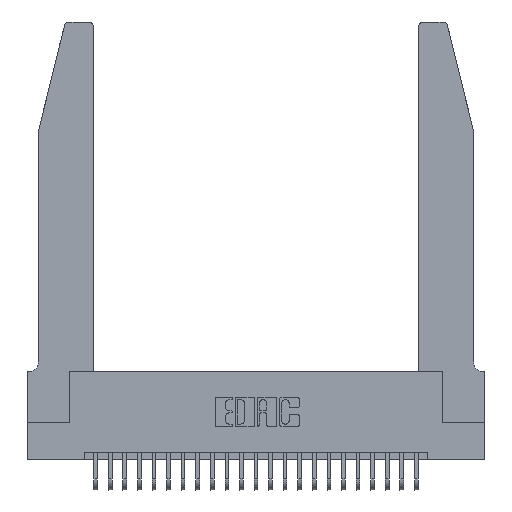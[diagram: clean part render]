
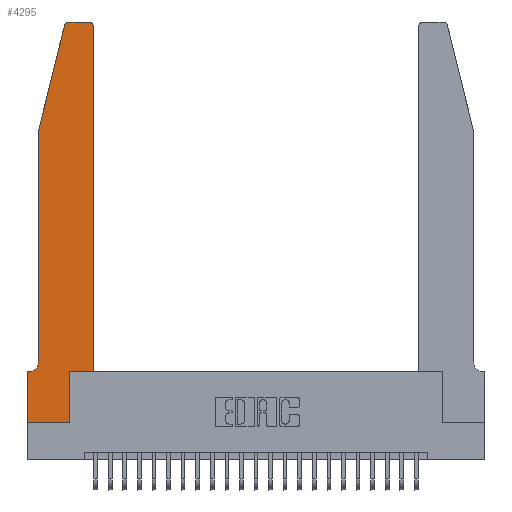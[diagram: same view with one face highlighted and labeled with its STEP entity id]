
A CAD part, top view. The second image highlights one B-rep face of the part: STEP entity #4295.
In plain terms, the highlighted planar face has unit normal (0, 0, 1).
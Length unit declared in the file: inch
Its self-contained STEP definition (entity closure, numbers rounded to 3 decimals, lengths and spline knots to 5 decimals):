
#878 = DIRECTION ( 'NONE',  ( 1., 0., 0. ) ) ;
#1415 = AXIS2_PLACEMENT_3D ( 'NONE', #4209, #18833, #6297 ) ;
#1729 = VECTOR ( 'NONE', #9081, 39.37008 ) ;
#1857 = VECTOR ( 'NONE', #2878, 39.37008 ) ;
#2748 = CARTESIAN_POINT ( 'NONE',  ( 0., 0.35, 0.37 ) ) ;
#2791 = CARTESIAN_POINT ( 'NONE',  ( 0.0755, 2., 0.37 ) ) ;
#2878 = DIRECTION ( 'NONE',  ( -0.239, -0.971, 0. ) ) ;
#3138 = DIRECTION ( 'NONE',  ( -1., 0., 0. ) ) ;
#3830 = LINE ( 'NONE', #21187, #13667 ) ;
#3845 = FACE_OUTER_BOUND ( 'NONE', #14156, .T. ) ;
#4209 = CARTESIAN_POINT ( 'NONE',  ( 0.4205, 2.72, 0.37 ) ) ;
#4251 = VECTOR ( 'NONE', #10738, 39.37008 ) ;
#4295 = ADVANCED_FACE ( 'NONE', ( #3845 ), #11375, .T. ) ;
#4908 = VERTEX_POINT ( 'NONE', #11345 ) ;
#4990 = VECTOR ( 'NONE', #3138, 39.37008 ) ;
#5042 = CARTESIAN_POINT ( 'NONE',  ( 0.0755, 2., 0.37 ) ) ;
#5072 = VERTEX_POINT ( 'NONE', #11781 ) ;
#5144 = ORIENTED_EDGE ( 'NONE', *, *, #15210, .T. ) ;
#5205 = ORIENTED_EDGE ( 'NONE', *, *, #20353, .T. ) ;
#5510 = CIRCLE ( 'NONE', #1415, 0.03 ) ;
#5921 = VERTEX_POINT ( 'NONE', #10096 ) ;
#6131 = EDGE_CURVE ( 'NONE', #16710, #8798, #8684, .T. ) ;
#6213 = LINE ( 'NONE', #6468, #4251 ) ;
#6297 = DIRECTION ( 'NONE',  ( 1., 0., 0. ) ) ;
#6468 = CARTESIAN_POINT ( 'NONE',  ( 0.2865, 0.35, 0.37 ) ) ;
#6567 = DIRECTION ( 'NONE',  ( 0., -1., 0. ) ) ;
#7064 = EDGE_CURVE ( 'NONE', #26193, #5072, #25851, .T. ) ;
#7296 = CARTESIAN_POINT ( 'NONE',  ( 0.0755, 2., 0.37 ) ) ;
#8053 = VECTOR ( 'NONE', #6567, 39.37008 ) ;
#8441 = LINE ( 'NONE', #12420, #13987 ) ;
#8684 = CIRCLE ( 'NONE', #19079, 0.07 ) ;
#8798 = VERTEX_POINT ( 'NONE', #12471 ) ;
#9081 = DIRECTION ( 'NONE',  ( 1., 0., 0. ) ) ;
#9845 = ORIENTED_EDGE ( 'NONE', *, *, #21205, .T. ) ;
#9892 = CARTESIAN_POINT ( 'NONE',  ( 0.4505, 0.35, 0.37 ) ) ;
#10038 = CARTESIAN_POINT ( 'NONE',  ( 0.0755, 0.42, 0.37 ) ) ;
#10096 = CARTESIAN_POINT ( 'NONE',  ( 0., 0.35, 0.37 ) ) ;
#10545 = CARTESIAN_POINT ( 'NONE',  ( 0.0755, 0.35, 0.37 ) ) ;
#10738 = DIRECTION ( 'NONE',  ( 0., 1., 0. ) ) ;
#10823 = DIRECTION ( 'NONE',  ( 0., 0., -1. ) ) ;
#11345 = CARTESIAN_POINT ( 'NONE',  ( 0.2865, 0., 0.37 ) ) ;
#11375 = PLANE ( 'NONE',  #12935 ) ;
#11399 = LINE ( 'NONE', #10545, #21180 ) ;
#11443 = DIRECTION ( 'NONE',  ( 0., 0., 1. ) ) ;
#11781 = CARTESIAN_POINT ( 'NONE',  ( 0.284, 2.75, 0.37 ) ) ;
#12068 = VERTEX_POINT ( 'NONE', #9892 ) ;
#12099 = CARTESIAN_POINT ( 'NONE',  ( 0.25487, 2.72718, 0.37 ) ) ;
#12180 = VERTEX_POINT ( 'NONE', #20551 ) ;
#12239 = CIRCLE ( 'NONE', #24612, 0.03 ) ;
#12420 = CARTESIAN_POINT ( 'NONE',  ( 0., 0., 0.37 ) ) ;
#12471 = CARTESIAN_POINT ( 'NONE',  ( 0.0055, 0.35, 0.37 ) ) ;
#12562 = ORIENTED_EDGE ( 'NONE', *, *, #24302, .T. ) ;
#12625 = DIRECTION ( 'NONE',  ( -1., 0., 0. ) ) ;
#12935 = AXIS2_PLACEMENT_3D ( 'NONE', #2748, #13483, #878 ) ;
#13028 = LINE ( 'NONE', #2791, #1857 ) ;
#13483 = DIRECTION ( 'NONE',  ( 0., 0., 1. ) ) ;
#13591 = CARTESIAN_POINT ( 'NONE',  ( 0.2605, 2.75, 0.37 ) ) ;
#13661 = EDGE_CURVE ( 'NONE', #22976, #12068, #22648, .T. ) ;
#13667 = VECTOR ( 'NONE', #25222, 39.37008 ) ;
#13987 = VECTOR ( 'NONE', #18693, 39.37008 ) ;
#14156 = EDGE_LOOP ( 'NONE', ( #22254, #16491, #9845, #24123, #14995, #22187, #17120, #12562, #19678, #19324, #5144, #5205 ) ) ;
#14995 = ORIENTED_EDGE ( 'NONE', *, *, #6131, .T. ) ;
#15130 = EDGE_CURVE ( 'NONE', #8798, #5921, #11399, .T. ) ;
#15210 = EDGE_CURVE ( 'NONE', #12068, #25928, #3830, .T. ) ;
#16491 = ORIENTED_EDGE ( 'NONE', *, *, #17672, .T. ) ;
#16586 = CARTESIAN_POINT ( 'NONE',  ( 0.4505, 2.72, 0.37 ) ) ;
#16710 = VERTEX_POINT ( 'NONE', #10038 ) ;
#17120 = ORIENTED_EDGE ( 'NONE', *, *, #25059, .T. ) ;
#17358 = VERTEX_POINT ( 'NONE', #12099 ) ;
#17497 = CARTESIAN_POINT ( 'NONE',  ( 0.4205, 2.75, 0.37 ) ) ;
#17672 = EDGE_CURVE ( 'NONE', #5072, #17358, #12239, .T. ) ;
#18693 = DIRECTION ( 'NONE',  ( 1., 0., 0. ) ) ;
#18833 = DIRECTION ( 'NONE',  ( 0., 0., 1. ) ) ;
#19079 = AXIS2_PLACEMENT_3D ( 'NONE', #23257, #10823, #25313 ) ;
#19100 = CARTESIAN_POINT ( 'NONE',  ( 0., 0., 0.37 ) ) ;
#19148 = LINE ( 'NONE', #19100, #8053 ) ;
#19324 = ORIENTED_EDGE ( 'NONE', *, *, #13661, .T. ) ;
#19420 = EDGE_CURVE ( 'NONE', #4908, #22976, #6213, .T. ) ;
#19678 = ORIENTED_EDGE ( 'NONE', *, *, #19420, .T. ) ;
#20353 = EDGE_CURVE ( 'NONE', #25928, #26193, #5510, .T. ) ;
#20551 = CARTESIAN_POINT ( 'NONE',  ( 0., 0., 0.37 ) ) ;
#21180 = VECTOR ( 'NONE', #12625, 39.37008 ) ;
#21187 = CARTESIAN_POINT ( 'NONE',  ( 0.4505, 0.35, 0.37 ) ) ;
#21205 = EDGE_CURVE ( 'NONE', #17358, #26999, #13028, .T. ) ;
#21559 = CARTESIAN_POINT ( 'NONE',  ( 0.4505, 0.35, 0.37 ) ) ;
#21685 = DIRECTION ( 'NONE',  ( 0., -1., 0. ) ) ;
#22187 = ORIENTED_EDGE ( 'NONE', *, *, #15130, .T. ) ;
#22254 = ORIENTED_EDGE ( 'NONE', *, *, #7064, .T. ) ;
#22648 = LINE ( 'NONE', #21559, #1729 ) ;
#22976 = VERTEX_POINT ( 'NONE', #26323 ) ;
#23257 = CARTESIAN_POINT ( 'NONE',  ( 0.0055, 0.42, 0.37 ) ) ;
#23391 = VECTOR ( 'NONE', #21685, 39.37008 ) ;
#23894 = CARTESIAN_POINT ( 'NONE',  ( 0.284, 2.72, 0.37 ) ) ;
#24123 = ORIENTED_EDGE ( 'NONE', *, *, #24588, .T. ) ;
#24302 = EDGE_CURVE ( 'NONE', #12180, #4908, #8441, .T. ) ;
#24588 = EDGE_CURVE ( 'NONE', #26999, #16710, #24671, .T. ) ;
#24612 = AXIS2_PLACEMENT_3D ( 'NONE', #23894, #11443, #25945 ) ;
#24671 = LINE ( 'NONE', #5042, #23391 ) ;
#25059 = EDGE_CURVE ( 'NONE', #5921, #12180, #19148, .T. ) ;
#25222 = DIRECTION ( 'NONE',  ( 0., 1., 0. ) ) ;
#25313 = DIRECTION ( 'NONE',  ( -1., 0., 0. ) ) ;
#25851 = LINE ( 'NONE', #13591, #4990 ) ;
#25928 = VERTEX_POINT ( 'NONE', #16586 ) ;
#25945 = DIRECTION ( 'NONE',  ( 1., 0., 0. ) ) ;
#26193 = VERTEX_POINT ( 'NONE', #17497 ) ;
#26323 = CARTESIAN_POINT ( 'NONE',  ( 0.2865, 0.35, 0.37 ) ) ;
#26999 = VERTEX_POINT ( 'NONE', #7296 ) ;
